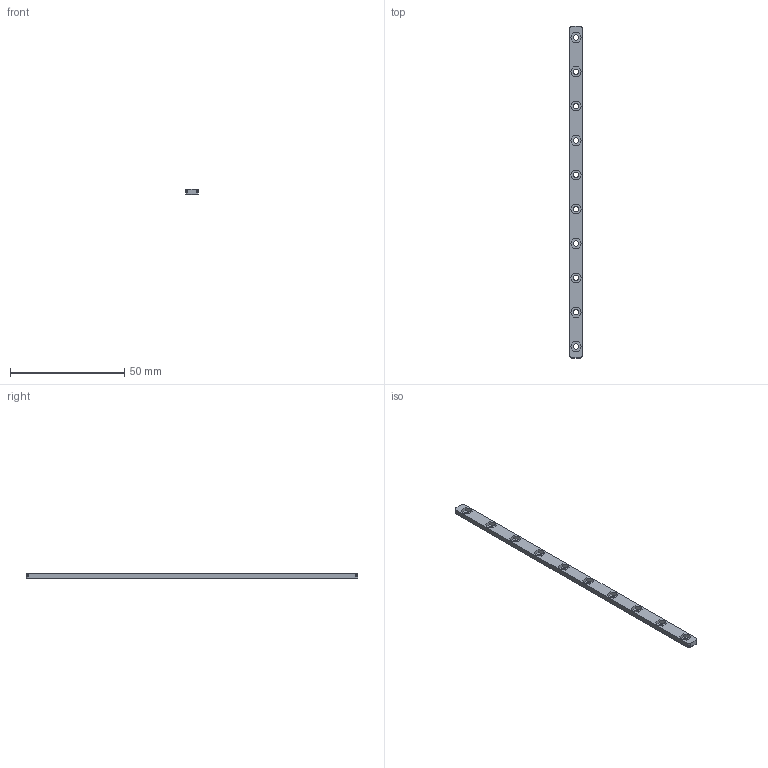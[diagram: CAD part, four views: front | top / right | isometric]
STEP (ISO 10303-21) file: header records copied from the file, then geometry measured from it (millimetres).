
FILE_DESCRIPTION(('FreeCAD Model'),'2;1');
FILE_NAME('./VORON-0/STLs/VORON0.0/M2_Hex_Adapter_Parametric_x5.step', '2020-04-30T21:53:26',('FreeCAD'),('FreeCAD'), 'Open CASCADE STEP processor 7.3','FreeCAD','Unknown');
FILE_SCHEMA(('AUTOMOTIVE_DESIGN { 1 0 10303 214 1 1 1 1 }'));
Length unit declared in the file: millimetre
Products named in the file (1): Open CASCADE STEP translator 7.3 1
Bounding box: 5.5 x 145 x 2.4 mm (x, y, z)
Surface area: 2462.2 mm2 (no closed solid volume)
Topology: 0 solids, 1 shells, 388 faces, 1060 edges, 684 vertices
Faces by surface type: plane 388
Entity records: 11970 total; most frequent: CARTESIAN_POINT 2133, ORIENTED_EDGE 2120, DIRECTION 1838, EDGE_CURVE 1060, LINE 1060, VECTOR 1060, VERTEX_POINT 684, FACE_BOUND 418
